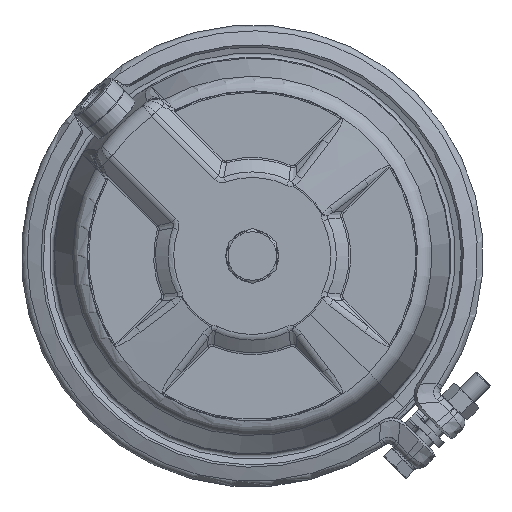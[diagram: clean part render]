
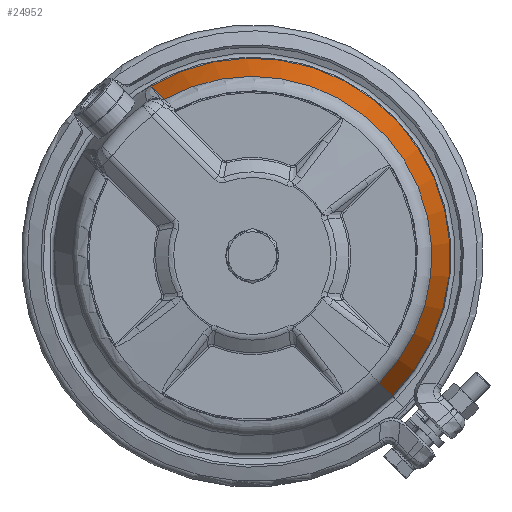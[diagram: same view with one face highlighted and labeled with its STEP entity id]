
A CAD part, front view. The second image highlights one B-rep face of the part: STEP entity #24952.
In plain terms, the highlighted conical face has half-angle 18 degrees and reference radius 85.79 mm.
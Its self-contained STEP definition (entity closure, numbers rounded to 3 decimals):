
#19893=CARTESIAN_POINT('',(0.,14.979,0.));
#19894=DIRECTION('',(0.,-1.,0.));
#19895=DIRECTION('',(-0.246,0.,0.969));
#19896=AXIS2_PLACEMENT_3D('',#19893,#19894,#19895);
#19927=CARTESIAN_POINT('',(-22.111,14.979,
87.171));
#19928=CARTESIAN_POINT('',(-22.107,17.81,
86.22));
#19929=CARTESIAN_POINT('',(-22.099,23.473,
84.318));
#19930=CARTESIAN_POINT('',(-22.087,31.971,
81.463));
#19931=CARTESIAN_POINT('',(-22.079,37.638,
79.56));
#19932=CARTESIAN_POINT('',(-22.076,40.472,
78.608));
#19939=CARTESIAN_POINT('',(-22.076,40.472,
78.608));
#19947=CARTESIAN_POINT('',(0.,40.472,0.));
#19948=DIRECTION('',(0.,1.,0.));
#19949=DIRECTION('',(0.,0.,-1.));
#19950=AXIS2_PLACEMENT_3D('',#19947,#19948,#19949);
#20412=DIRECTION('',(0.,0.951,0.309));
#20413=VECTOR('',#20412,26.805);
#20414=CARTESIAN_POINT('',(0.,14.979,-89.932));
#20415=LINE('',#20414,#20413);
#24407=CARTESIAN_POINT('',(0.,14.979,
-89.932));
#24408=VERTEX_POINT('',#24407);
#24410=CARTESIAN_POINT('',(0.,40.472,-81.649));
#24411=VERTEX_POINT('',#24410);
#24512=VERTEX_POINT('',#19939);
#24522=VERTEX_POINT('',#19927);
#24938=CARTESIAN_POINT('',(0.,27.726,0.));
#24939=DIRECTION('',(0.,-1.,0.));
#24940=DIRECTION('',(0.,0.,1.));
#24941=AXIS2_PLACEMENT_3D('',#24938,#24939,#24940);
#24942=CONICAL_SURFACE('',#24941,85.79,18.);
#24944=ORIENTED_EDGE('',*,*,#24943,.T.);
#24946=ORIENTED_EDGE('',*,*,#24945,.F.);
#24947=ORIENTED_EDGE('',*,*,#24920,.T.);
#24949=ORIENTED_EDGE('',*,*,#24948,.T.);
#24950=EDGE_LOOP('',(#24944,#24946,#24947,#24949));
#24951=FACE_OUTER_BOUND('',#24950,.F.);
#19897=CIRCLE('',#19896,89.932);
#19933=B_SPLINE_CURVE_WITH_KNOTS('',3,(#19927,#19928,#19929,#19930,#19931,
#19932),.UNSPECIFIED.,.F.,.F.,(4,1,1,4),(0.,0.333,
0.667,1.),.UNSPECIFIED.);
#19951=CIRCLE('',#19950,81.649);
#24920=EDGE_CURVE('',#24522,#24408,#19897,.T.);
#24943=EDGE_CURVE('',#24411,#24512,#19951,.T.);
#24945=EDGE_CURVE('',#24522,#24512,#19933,.T.);
#24948=EDGE_CURVE('',#24408,#24411,#20415,.T.);
#24952=ADVANCED_FACE('',(#24951),#24942,.T.);
